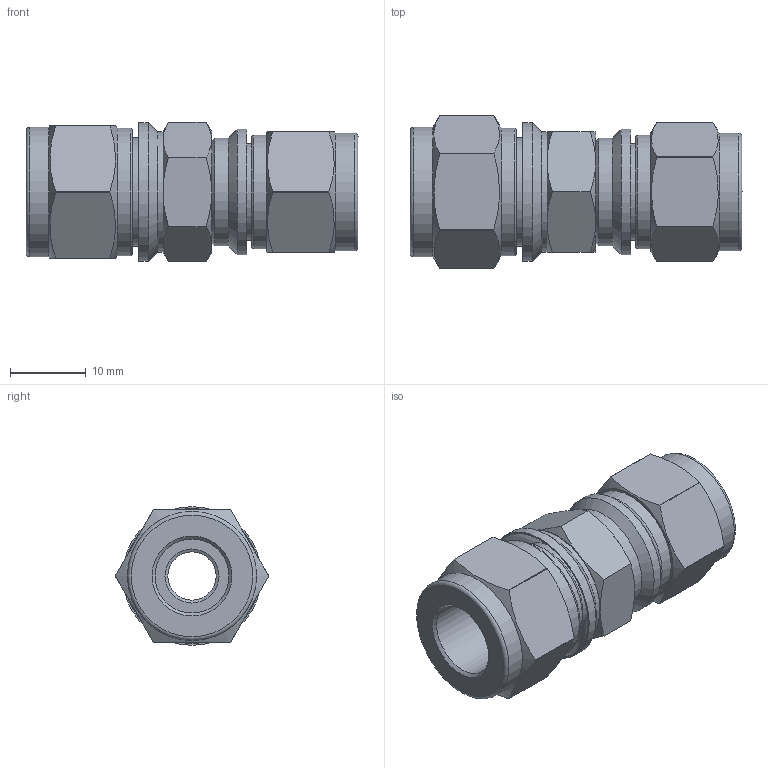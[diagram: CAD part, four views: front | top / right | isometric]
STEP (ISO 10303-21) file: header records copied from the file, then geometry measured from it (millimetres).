
FILE_DESCRIPTION(/* description */ (''),/* implementation_level */ '2;1');
FILE_NAME(/* name */ 'SRUI-6-5.stp',/* time_stamp */ '2022-06-20T12:12:44+09:00',/* author */ ('user'),/* organization */ (''),/* preprocessor_version */ 'ST-DEVELOPER v18.1',/* originating_system */ 'Autodesk Inventor 2022',/* authorisation */ '');
FILE_SCHEMA (('AUTOMOTIVE_DESIGN { 1 0 10303 214 3 1 1 }'));
Length unit declared in the file: millimetre
Products named in the file (1): SRU-6-5
Bounding box: 43.7 x 20.16 x 18.36 mm (x, y, z)
Volume: 6839.1 mm3; surface area: 4950.4 mm2
Topology: 1 solids, 1 shells, 94 faces, 209 edges, 129 vertices
Faces by surface type: plane 32, cylinder 31, cone 27, torus 4
Full cylindrical faces by diameter (mm): 6.35 x1, 7.11 x1, 7.112 x1, 8.14 x1, 9.73 x1, 11 x1, 11.4 x1, 12.5 x1, 12.7 x1, 13.05 x1, 14.2 x1, 14.28 x1, 15 x1, 15.5 x1, 15.8 x1, 16.5 x1, 16.8 x1, 17 x1, 18.25 x1
Entity records: 2599 total; most frequent: CARTESIAN_POINT 529, DIRECTION 448, ORIENTED_EDGE 418, EDGE_CURVE 209, AXIS2_PLACEMENT_3D 192, VERTEX_POINT 129, EDGE_LOOP 108, CIRCLE 97
